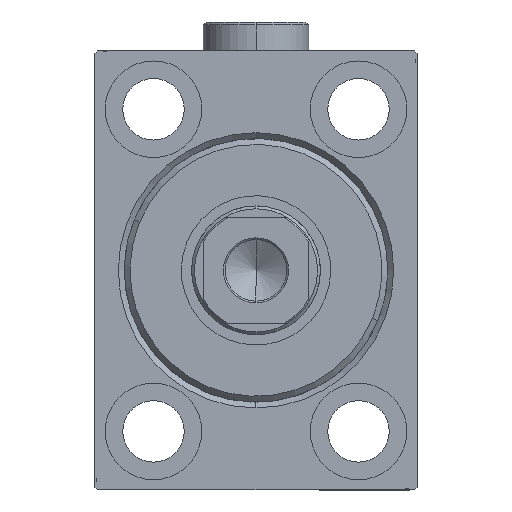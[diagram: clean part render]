
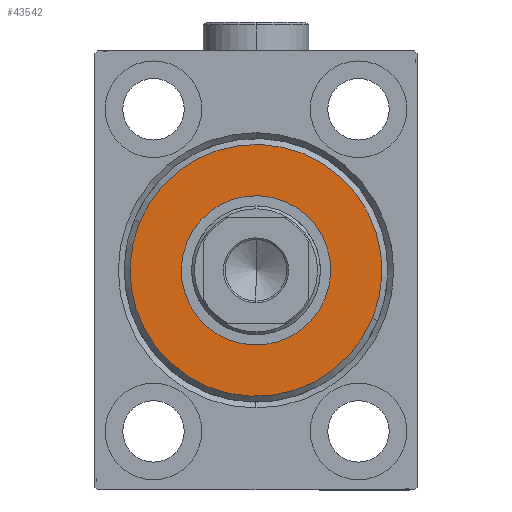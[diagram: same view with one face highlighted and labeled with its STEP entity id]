
A CAD part, left-side view. The second image highlights one B-rep face of the part: STEP entity #43542.
In plain terms, the highlighted face is planar.
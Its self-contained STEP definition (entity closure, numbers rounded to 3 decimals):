
#366 = DIRECTION ( 'NONE',  ( -1., 0., 0. ) ) ;
#1143 = DIRECTION ( 'NONE',  ( -1., 0., 0. ) ) ;
#1210 = CIRCLE ( 'NONE', #14364, 12.75 ) ;
#1979 = CIRCLE ( 'NONE', #12192, 21.5 ) ;
#2671 = DIRECTION ( 'NONE',  ( 1., 0., 0. ) ) ;
#2859 = VERTEX_POINT ( 'NONE', #30028 ) ;
#4046 = CARTESIAN_POINT ( 'NONE',  ( 3., 0., -21.5 ) ) ;
#6697 = VERTEX_POINT ( 'NONE', #26582 ) ;
#8309 = EDGE_CURVE ( 'NONE', #2859, #6697, #1210, .T. ) ;
#9027 = FACE_OUTER_BOUND ( 'NONE', #33964, .T. ) ;
#10224 = DIRECTION ( 'NONE',  ( 0., 0., -1. ) ) ;
#10572 = EDGE_CURVE ( 'NONE', #20982, #29922, #1979, .T. ) ;
#12192 = AXIS2_PLACEMENT_3D ( 'NONE', #33758, #2671, #43580 ) ;
#12797 = CARTESIAN_POINT ( 'NONE',  ( 3., 0., 21.5 ) ) ;
#12936 = DIRECTION ( 'NONE',  ( 0., 0., -1. ) ) ;
#14364 = AXIS2_PLACEMENT_3D ( 'NONE', #18536, #1143, #15116 ) ;
#15116 = DIRECTION ( 'NONE',  ( 0., 0., -1. ) ) ;
#15666 = CARTESIAN_POINT ( 'NONE',  ( 3., 0., 0. ) ) ;
#15669 = PLANE ( 'NONE',  #17890 ) ;
#17852 = EDGE_CURVE ( 'NONE', #29922, #20982, #37943, .T. ) ;
#17890 = AXIS2_PLACEMENT_3D ( 'NONE', #22745, #22977, #12936 ) ;
#18536 = CARTESIAN_POINT ( 'NONE',  ( 3., 0., 0. ) ) ;
#19792 = DIRECTION ( 'NONE',  ( 0., 0., -1. ) ) ;
#20009 = DIRECTION ( 'NONE',  ( 1., 0., 0. ) ) ;
#20982 = VERTEX_POINT ( 'NONE', #12797 ) ;
#21409 = EDGE_LOOP ( 'NONE', ( #25551, #37873 ) ) ;
#22745 = CARTESIAN_POINT ( 'NONE',  ( 3., 0., 0. ) ) ;
#22977 = DIRECTION ( 'NONE',  ( 1., 0., 0. ) ) ;
#25551 = ORIENTED_EDGE ( 'NONE', *, *, #41502, .T. ) ;
#26582 = CARTESIAN_POINT ( 'NONE',  ( 3., 0., 12.75 ) ) ;
#26604 = AXIS2_PLACEMENT_3D ( 'NONE', #38307, #366, #10224 ) ;
#27008 = AXIS2_PLACEMENT_3D ( 'NONE', #15666, #20009, #19792 ) ;
#29922 = VERTEX_POINT ( 'NONE', #4046 ) ;
#30028 = CARTESIAN_POINT ( 'NONE',  ( 3., 0., -12.75 ) ) ;
#33758 = CARTESIAN_POINT ( 'NONE',  ( 3., 0., 0. ) ) ;
#33964 = EDGE_LOOP ( 'NONE', ( #42483, #41658 ) ) ;
#34616 = CIRCLE ( 'NONE', #26604, 12.75 ) ;
#37873 = ORIENTED_EDGE ( 'NONE', *, *, #8309, .T. ) ;
#37943 = CIRCLE ( 'NONE', #27008, 21.5 ) ;
#38307 = CARTESIAN_POINT ( 'NONE',  ( 3., 0., 0. ) ) ;
#41502 = EDGE_CURVE ( 'NONE', #6697, #2859, #34616, .T. ) ;
#41658 = ORIENTED_EDGE ( 'NONE', *, *, #17852, .T. ) ;
#42483 = ORIENTED_EDGE ( 'NONE', *, *, #10572, .T. ) ;
#43542 = ADVANCED_FACE ( 'NONE', ( #9027, #43764 ), #15669, .T. ) ;
#43580 = DIRECTION ( 'NONE',  ( 0., 0., -1. ) ) ;
#43764 = FACE_BOUND ( 'NONE', #21409, .T. ) ;
